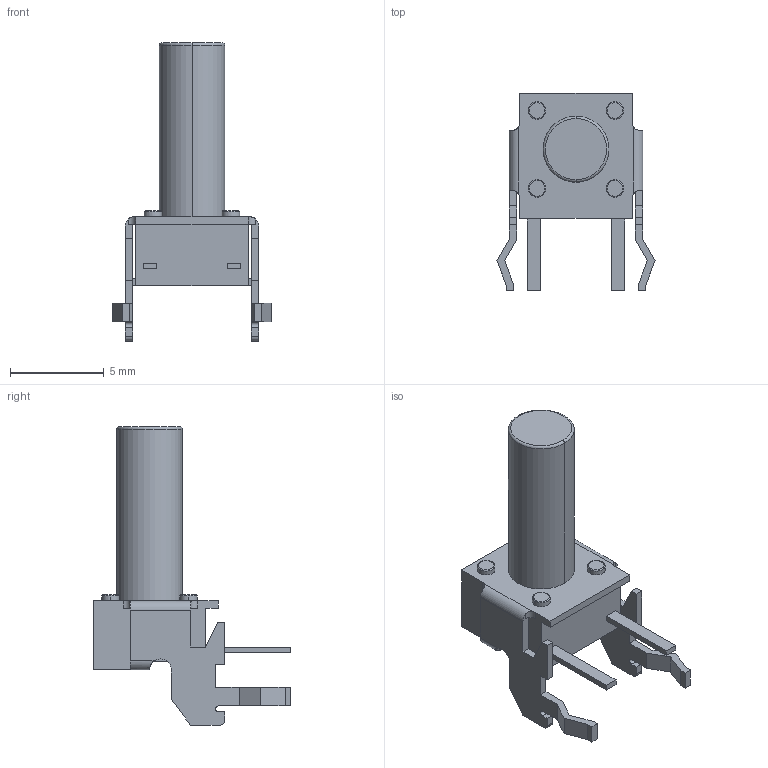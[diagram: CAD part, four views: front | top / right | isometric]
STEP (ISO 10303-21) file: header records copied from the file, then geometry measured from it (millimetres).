
FILE_DESCRIPTION(('FreeCAD Model'),'2;1');
FILE_NAME('Open CASCADE Shape Model','2023-01-26T13:23:57',( 'kicad StepUp'),('ksu MCAD'),'Open CASCADE STEP processor 7.6', 'FreeCAD','Unknown');
FILE_SCHEMA(('AP242_MANAGED_MODEL_BASED_3D_ENGINEERING_MIM_LF. {1 0 10303 442 1 1 4 }'));
Length unit declared in the file: millimetre
Products named in the file (1): TE_2-1825027-0
Bounding box: 8.41 x 10.52 x 15.86 mm (x, y, z)
Surface area: 421.2 mm2 (no closed solid volume)
Topology: 0 solids, 9 shells, 117 faces, 368 edges, 256 vertices
Faces by surface type: plane 83, cylinder 24, torus 10
Entity records: 4459 total; most frequent: CARTESIAN_POINT 788, DIRECTION 678, ORIENTED_EDGE 644, EDGE_CURVE 368, LINE 282, VECTOR 282, VERTEX_POINT 256, AXIS2_PLACEMENT_3D 198
